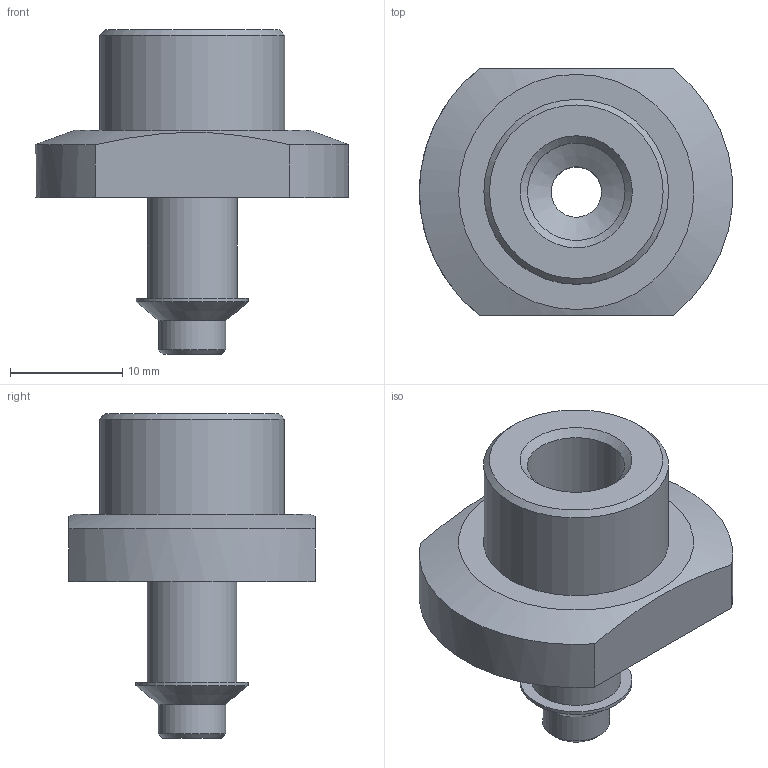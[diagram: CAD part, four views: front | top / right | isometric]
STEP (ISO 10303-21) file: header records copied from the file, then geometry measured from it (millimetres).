
FILE_DESCRIPTION( ( 'Unknown' ), '1' );
FILE_NAME( 'SE-0403206.stp', 'Unknown', ( 'Unknown' ), ( 'Unknown' ), 'PSStep 14.0', 'Unknown', ' ' );
FILE_SCHEMA( ( 'AUTOMOTIVE_DESIGN { 1 0 10303 214 1 1 1 1 }' ) );
Length unit declared in the file: millimetre
Products named in the file (1): 1
Bounding box: 27.95 x 22 x 29 mm (x, y, z)
Volume: 4742.6 mm3; surface area: 2843.7 mm2
Topology: 1 solids, 1 shells, 22 faces, 47 edges, 30 vertices
Faces by surface type: cylinder 9, plane 7, cone 6
Full cylindrical faces by diameter (mm): 4.5 x1, 6 x1, 8 x1, 8.7 x2, 10 x1, 16.5 x1
Entity records: 704 total; most frequent: CARTESIAN_POINT 99, DIRECTION 94, ORIENTED_EDGE 58, AXIS2_PLACEMENT_3D 44, EDGE_LOOP 40, FACE_OUTER_BOUND 29, EDGE_CURVE 29, VERTEX_POINT 25
